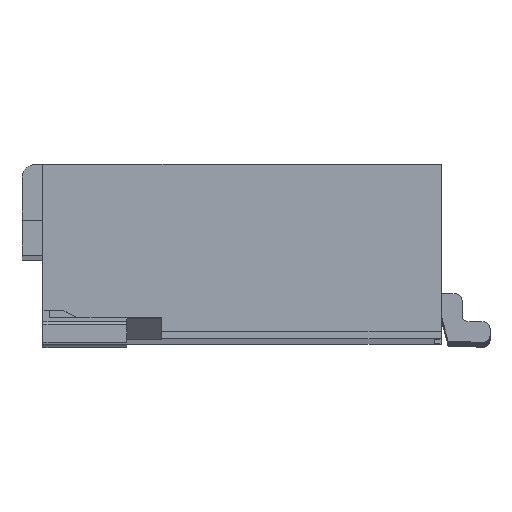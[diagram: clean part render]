
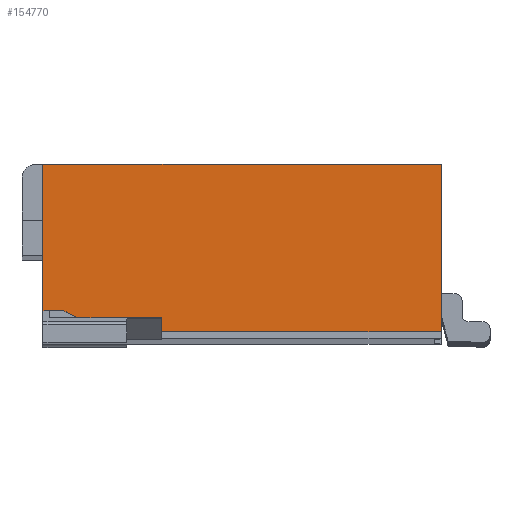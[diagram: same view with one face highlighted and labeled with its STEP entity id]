
A CAD part, top view. The second image highlights one B-rep face of the part: STEP entity #154770.
In plain terms, the highlighted planar face has unit normal (0, 0, 1).
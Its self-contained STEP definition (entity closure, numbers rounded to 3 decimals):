
#32620=CARTESIAN_POINT('',(0.,0.3,23.845));
#32630=DIRECTION('',(-1.,0.,0.));
#32640=VECTOR('',#32630,1.);
#32650=LINE('',#32620,#32640);
#32660=CARTESIAN_POINT('',(1.7,0.3,23.845));
#32670=VERTEX_POINT('',#32660);
#32680=CARTESIAN_POINT('',(0.5,0.3,23.845));
#32690=VERTEX_POINT('',#32680);
#32700=EDGE_CURVE('',#32670,#32690,#32650,.T.);
#42410=CARTESIAN_POINT('',(0.,0.55,23.845));
#42420=DIRECTION('',(0.894,-0.447,0.));
#42430=VECTOR('',#42420,1.);
#42440=LINE('',#42410,#42430);
#42450=CARTESIAN_POINT('',(0.3,0.4,23.845));
#42460=VERTEX_POINT('',#42450);
#42470=EDGE_CURVE('',#42460,#32690,#42440,.T.);
#87120=CARTESIAN_POINT('',(5.7,2.5,23.845));
#87130=VERTEX_POINT('',#87120);
#87160=CARTESIAN_POINT('',(0.,2.5,23.845));
#87170=DIRECTION('',(-1.,0.,0.));
#87180=VECTOR('',#87170,1.);
#87190=LINE('',#87160,#87180);
#87200=CARTESIAN_POINT('',(0.,2.5,23.845));
#87210=VERTEX_POINT('',#87200);
#87220=EDGE_CURVE('',#87130,#87210,#87190,.T.);
#104060=CARTESIAN_POINT('',(5.7,0.1,23.845));
#104070=VERTEX_POINT('',#104060);
#104100=CARTESIAN_POINT('',(5.7,0.,23.845));
#104110=DIRECTION('',(0.,-1.,0.));
#104120=VECTOR('',#104110,1.);
#104130=LINE('',#104100,#104120);
#104140=EDGE_CURVE('',#87130,#104070,#104130,.T.);
#153780=CARTESIAN_POINT('',(0.,0.4,23.845));
#153790=DIRECTION('',(-1.,0.,0.));
#153800=VECTOR('',#153790,1.);
#153810=LINE('',#153780,#153800);
#153820=CARTESIAN_POINT('',(0.,0.4,23.845));
#153830=VERTEX_POINT('',#153820);
#153840=EDGE_CURVE('',#42460,#153830,#153810,.T.);
#154340=CARTESIAN_POINT('',(0.,0.,23.845));
#154350=DIRECTION('',(0.,1.,0.));
#154360=VECTOR('',#154350,1.);
#154370=LINE('',#154340,#154360);
#154380=EDGE_CURVE('',#153830,#87210,#154370,.T.);
#154500=CARTESIAN_POINT('',(-6.653,1.332,23.845));
#154510=DIRECTION('',(0.,0.,1.));
#154520=DIRECTION('',(1.,0.,0.));
#154530=AXIS2_PLACEMENT_3D('',#154500,#154510,#154520);
#154540=PLANE('',#154530);
#154550=CARTESIAN_POINT('',(0.,0.1,23.845));
#154560=DIRECTION('',(1.,0.,0.));
#154570=VECTOR('',#154560,1.);
#154580=LINE('',#154550,#154570);
#154590=CARTESIAN_POINT('',(1.7,0.1,23.845));
#154600=VERTEX_POINT('',#154590);
#154610=EDGE_CURVE('',#154600,#104070,#154580,.T.);
#154620=ORIENTED_EDGE('',*,*,#154610,.T.);
#154630=CARTESIAN_POINT('',(1.7,0.,23.845));
#154640=DIRECTION('',(0.,-1.,0.));
#154650=VECTOR('',#154640,1.);
#154660=LINE('',#154630,#154650);
#154670=EDGE_CURVE('',#32670,#154600,#154660,.T.);
#154680=ORIENTED_EDGE('',*,*,#154670,.T.);
#154690=ORIENTED_EDGE('',*,*,#32700,.F.);
#154700=ORIENTED_EDGE('',*,*,#42470,.T.);
#154710=ORIENTED_EDGE('',*,*,#153840,.F.);
#154720=ORIENTED_EDGE('',*,*,#154380,.F.);
#154730=ORIENTED_EDGE('',*,*,#87220,.T.);
#154740=ORIENTED_EDGE('',*,*,#104140,.F.);
#154750=EDGE_LOOP('',(#154740,#154730,#154720,#154710,#154700,#154690,
#154680,#154620));
#154760=FACE_OUTER_BOUND('',#154750,.T.);
#154770=ADVANCED_FACE('',(#154760),#154540,.T.);
